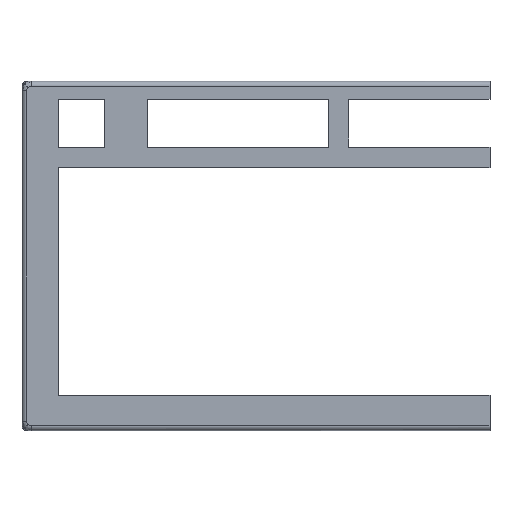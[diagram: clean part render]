
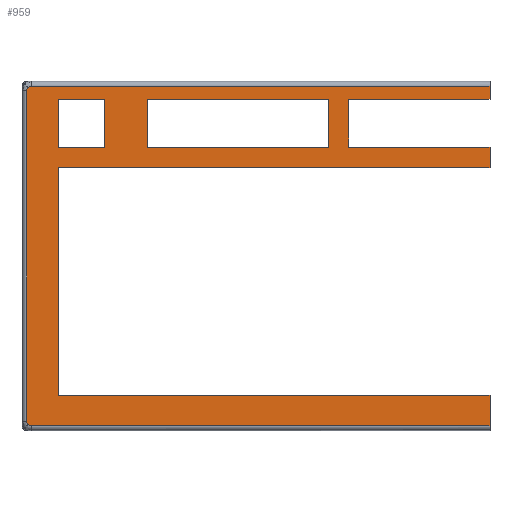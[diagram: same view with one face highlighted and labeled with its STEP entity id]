
A CAD part, top view. The second image highlights one B-rep face of the part: STEP entity #959.
In plain terms, the highlighted planar face has unit normal (0, 0, 1).
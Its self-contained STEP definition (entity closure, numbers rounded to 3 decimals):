
#34=FACE_BOUND('',#346,.T.);
#35=FACE_BOUND('',#347,.T.);
#73=LINE('',#1902,#156);
#77=LINE('',#1909,#160);
#79=LINE('',#1914,#162);
#82=LINE('',#1920,#165);
#85=LINE('',#1925,#168);
#86=LINE('',#1928,#169);
#88=LINE('',#1931,#171);
#89=LINE('',#1934,#172);
#91=LINE('',#1938,#174);
#93=LINE('',#1941,#176);
#94=LINE('',#1944,#177);
#97=LINE('',#1949,#180);
#105=LINE('',#1968,#188);
#106=LINE('',#1972,#189);
#110=LINE('',#2055,#193);
#111=LINE('',#2058,#194);
#112=LINE('',#2059,#195);
#113=LINE('',#2061,#196);
#114=LINE('',#2062,#197);
#115=LINE('',#2063,#198);
#156=VECTOR('',#1202,10.);
#160=VECTOR('',#1208,10.);
#162=VECTOR('',#1212,10.);
#165=VECTOR('',#1217,10.);
#168=VECTOR('',#1222,10.);
#169=VECTOR('',#1225,10.);
#171=VECTOR('',#1229,10.);
#172=VECTOR('',#1232,10.);
#174=VECTOR('',#1236,10.);
#176=VECTOR('',#1240,10.);
#177=VECTOR('',#1243,10.);
#180=VECTOR('',#1248,10.);
#188=VECTOR('',#1272,10.);
#189=VECTOR('',#1277,10.);
#193=VECTOR('',#1291,10.);
#194=VECTOR('',#1294,10.);
#195=VECTOR('',#1295,10.);
#196=VECTOR('',#1296,10.);
#197=VECTOR('',#1297,10.);
#198=VECTOR('',#1298,10.);
#227=PLANE('',#1056);
#282=FACE_OUTER_BOUND('',#345,.T.);
#345=EDGE_LOOP('',(#845,#846,#847,#848,#849,#850,#851,#852,#853,#854,#855,
#856,#857,#858,#859,#860));
#346=EDGE_LOOP('',(#861,#862,#863,#864));
#347=EDGE_LOOP('',(#865,#866,#867,#868));
#362=CIRCLE('',#988,2.);
#364=CIRCLE('',#990,2.);
#367=CIRCLE('',#993,2.);
#392=CIRCLE('',#1051,2.);
#416=VERTEX_POINT('',#1543);
#417=VERTEX_POINT('',#1550);
#420=VERTEX_POINT('',#1597);
#421=VERTEX_POINT('',#1604);
#423=VERTEX_POINT('',#1650);
#472=VERTEX_POINT('',#1899);
#473=VERTEX_POINT('',#1901);
#474=VERTEX_POINT('',#1905);
#475=VERTEX_POINT('',#1907);
#476=VERTEX_POINT('',#1911);
#477=VERTEX_POINT('',#1913);
#478=VERTEX_POINT('',#1917);
#479=VERTEX_POINT('',#1919);
#480=VERTEX_POINT('',#1923);
#481=VERTEX_POINT('',#1927);
#482=VERTEX_POINT('',#1933);
#483=VERTEX_POINT('',#1937);
#484=VERTEX_POINT('',#1943);
#485=VERTEX_POINT('',#1947);
#488=VERTEX_POINT('',#1965);
#489=VERTEX_POINT('',#1970);
#491=VERTEX_POINT('',#2053);
#492=VERTEX_POINT('',#2057);
#493=VERTEX_POINT('',#2060);
#508=EDGE_CURVE('',#416,#417,#362,.T.);
#512=EDGE_CURVE('',#420,#421,#364,.T.);
#516=EDGE_CURVE('',#423,#420,#367,.T.);
#577=EDGE_CURVE('',#473,#472,#73,.T.);
#581=EDGE_CURVE('',#474,#475,#77,.T.);
#583=EDGE_CURVE('',#477,#476,#79,.T.);
#586=EDGE_CURVE('',#479,#478,#82,.T.);
#589=EDGE_CURVE('',#475,#480,#85,.T.);
#590=EDGE_CURVE('',#481,#474,#86,.T.);
#592=EDGE_CURVE('',#481,#480,#88,.T.);
#593=EDGE_CURVE('',#479,#482,#89,.T.);
#595=EDGE_CURVE('',#483,#482,#91,.T.);
#597=EDGE_CURVE('',#483,#478,#93,.T.);
#598=EDGE_CURVE('',#477,#484,#94,.T.);
#601=EDGE_CURVE('',#485,#484,#97,.T.);
#612=EDGE_CURVE('',#421,#488,#105,.T.);
#614=EDGE_CURVE('',#489,#423,#106,.T.);
#615=EDGE_CURVE('',#488,#416,#392,.T.);
#620=EDGE_CURVE('',#417,#491,#110,.T.);
#621=EDGE_CURVE('',#485,#492,#111,.T.);
#622=EDGE_CURVE('',#491,#476,#112,.T.);
#623=EDGE_CURVE('',#493,#489,#113,.T.);
#624=EDGE_CURVE('',#493,#473,#114,.T.);
#625=EDGE_CURVE('',#472,#492,#115,.T.);
#845=ORIENTED_EDGE('',*,*,#621,.F.);
#846=ORIENTED_EDGE('',*,*,#601,.T.);
#847=ORIENTED_EDGE('',*,*,#598,.F.);
#848=ORIENTED_EDGE('',*,*,#583,.T.);
#849=ORIENTED_EDGE('',*,*,#622,.F.);
#850=ORIENTED_EDGE('',*,*,#620,.F.);
#851=ORIENTED_EDGE('',*,*,#508,.F.);
#852=ORIENTED_EDGE('',*,*,#615,.F.);
#853=ORIENTED_EDGE('',*,*,#612,.F.);
#854=ORIENTED_EDGE('',*,*,#512,.F.);
#855=ORIENTED_EDGE('',*,*,#516,.F.);
#856=ORIENTED_EDGE('',*,*,#614,.F.);
#857=ORIENTED_EDGE('',*,*,#623,.F.);
#858=ORIENTED_EDGE('',*,*,#624,.T.);
#859=ORIENTED_EDGE('',*,*,#577,.T.);
#860=ORIENTED_EDGE('',*,*,#625,.T.);
#861=ORIENTED_EDGE('',*,*,#597,.F.);
#862=ORIENTED_EDGE('',*,*,#595,.T.);
#863=ORIENTED_EDGE('',*,*,#593,.F.);
#864=ORIENTED_EDGE('',*,*,#586,.T.);
#865=ORIENTED_EDGE('',*,*,#592,.F.);
#866=ORIENTED_EDGE('',*,*,#590,.T.);
#867=ORIENTED_EDGE('',*,*,#581,.T.);
#868=ORIENTED_EDGE('',*,*,#589,.T.);
#959=ADVANCED_FACE('',(#282,#34,#35),#227,.T.);
#988=AXIS2_PLACEMENT_3D('',#1551,#1081,#1082);
#990=AXIS2_PLACEMENT_3D('',#1605,#1085,#1086);
#993=AXIS2_PLACEMENT_3D('',#1652,#1091,#1092);
#1051=AXIS2_PLACEMENT_3D('',#2045,#1278,#1279);
#1056=AXIS2_PLACEMENT_3D('',#2056,#1292,#1293);
#1081=DIRECTION('center_axis',(0.,0.,-1.));
#1082=DIRECTION('ref_axis',(-0.707,0.707,0.));
#1085=DIRECTION('center_axis',(0.,0.,-1.));
#1086=DIRECTION('ref_axis',(-0.707,-0.707,0.));
#1091=DIRECTION('center_axis',(0.,0.,-1.));
#1092=DIRECTION('ref_axis',(-0.707,-0.707,0.));
#1202=DIRECTION('',(0.,1.,0.));
#1208=DIRECTION('',(0.,1.,0.));
#1212=DIRECTION('',(1.,0.,0.));
#1217=DIRECTION('',(1.,0.,0.));
#1222=DIRECTION('',(1.,0.,0.));
#1225=DIRECTION('',(-1.,0.,0.));
#1229=DIRECTION('',(0.,1.,0.));
#1232=DIRECTION('',(0.,-1.,0.));
#1236=DIRECTION('',(-1.,0.,0.));
#1240=DIRECTION('',(0.,1.,0.));
#1243=DIRECTION('',(0.,-1.,0.));
#1248=DIRECTION('',(-1.,0.,0.));
#1272=DIRECTION('',(0.,1.,0.));
#1277=DIRECTION('',(-1.,0.,0.));
#1278=DIRECTION('center_axis',(0.,0.,-1.));
#1279=DIRECTION('ref_axis',(-0.707,0.707,0.));
#1291=DIRECTION('',(1.,0.,0.));
#1292=DIRECTION('center_axis',(0.,0.,1.));
#1293=DIRECTION('ref_axis',(1.,0.,0.));
#1294=DIRECTION('',(0.,-1.,0.));
#1295=DIRECTION('',(0.,-1.,0.));
#1296=DIRECTION('',(0.,-1.,0.));
#1297=DIRECTION('',(-1.,0.,0.));
#1298=DIRECTION('',(1.,0.,0.));
#1543=CARTESIAN_POINT('',(-6.29,136.165,0.));
#1550=CARTESIAN_POINT('',(-4.876,136.751,0.));
#1551=CARTESIAN_POINT('Origin',(-4.876,134.751,0.));
#1597=CARTESIAN_POINT('',(-6.29,-7.039,0.));
#1604=CARTESIAN_POINT('',(-6.876,-5.625,0.));
#1605=CARTESIAN_POINT('Origin',(-4.876,-5.625,0.));
#1650=CARTESIAN_POINT('',(-4.876,-7.625,0.));
#1652=CARTESIAN_POINT('Origin',(-4.876,-5.625,0.));
#1899=CARTESIAN_POINT('',(6.55,102.075,0.));
#1901=CARTESIAN_POINT('',(6.55,5.301,0.));
#1902=CARTESIAN_POINT('',(6.55,131.075,0.));
#1905=CARTESIAN_POINT('',(6.55,110.825,0.));
#1907=CARTESIAN_POINT('',(6.55,131.075,0.));
#1909=CARTESIAN_POINT('',(6.55,131.075,0.));
#1911=CARTESIAN_POINT('',(190.,131.075,0.));
#1913=CARTESIAN_POINT('',(129.974,131.075,0.));
#1914=CARTESIAN_POINT('',(6.55,131.075,0.));
#1917=CARTESIAN_POINT('',(121.474,131.075,0.));
#1919=CARTESIAN_POINT('',(44.274,131.075,0.));
#1920=CARTESIAN_POINT('',(6.55,131.075,0.));
#1923=CARTESIAN_POINT('',(26.274,131.075,0.));
#1925=CARTESIAN_POINT('',(6.55,131.075,0.));
#1927=CARTESIAN_POINT('',(26.274,110.825,0.));
#1928=CARTESIAN_POINT('',(397.524,110.825,0.));
#1931=CARTESIAN_POINT('',(26.274,102.075,0.));
#1933=CARTESIAN_POINT('',(44.274,110.825,0.));
#1934=CARTESIAN_POINT('',(44.274,131.075,0.));
#1937=CARTESIAN_POINT('',(121.474,110.825,0.));
#1938=CARTESIAN_POINT('',(397.524,110.825,0.));
#1941=CARTESIAN_POINT('',(121.474,110.825,0.));
#1943=CARTESIAN_POINT('',(129.974,110.825,0.));
#1944=CARTESIAN_POINT('',(129.974,131.075,0.));
#1947=CARTESIAN_POINT('',(190.,110.825,0.));
#1949=CARTESIAN_POINT('',(397.524,110.825,0.));
#1965=CARTESIAN_POINT('',(-6.876,134.751,0.));
#1968=CARTESIAN_POINT('',(-6.876,27.469,0.));
#1970=CARTESIAN_POINT('',(190.,-7.625,0.));
#1972=CARTESIAN_POINT('',(307.493,-7.625,0.));
#2045=CARTESIAN_POINT('Origin',(-4.876,134.751,0.));
#2053=CARTESIAN_POINT('',(190.,136.751,0.));
#2055=CARTESIAN_POINT('',(96.58,136.751,0.));
#2056=CARTESIAN_POINT('Origin',(202.037,64.563,0.));
#2057=CARTESIAN_POINT('',(190.,102.075,0.));
#2058=CARTESIAN_POINT('',(190.,64.568,0.));
#2059=CARTESIAN_POINT('',(190.,64.568,0.));
#2060=CARTESIAN_POINT('',(190.,5.301,0.));
#2061=CARTESIAN_POINT('',(190.,64.568,0.));
#2062=CARTESIAN_POINT('',(397.524,5.301,0.));
#2063=CARTESIAN_POINT('',(6.55,102.075,0.));
